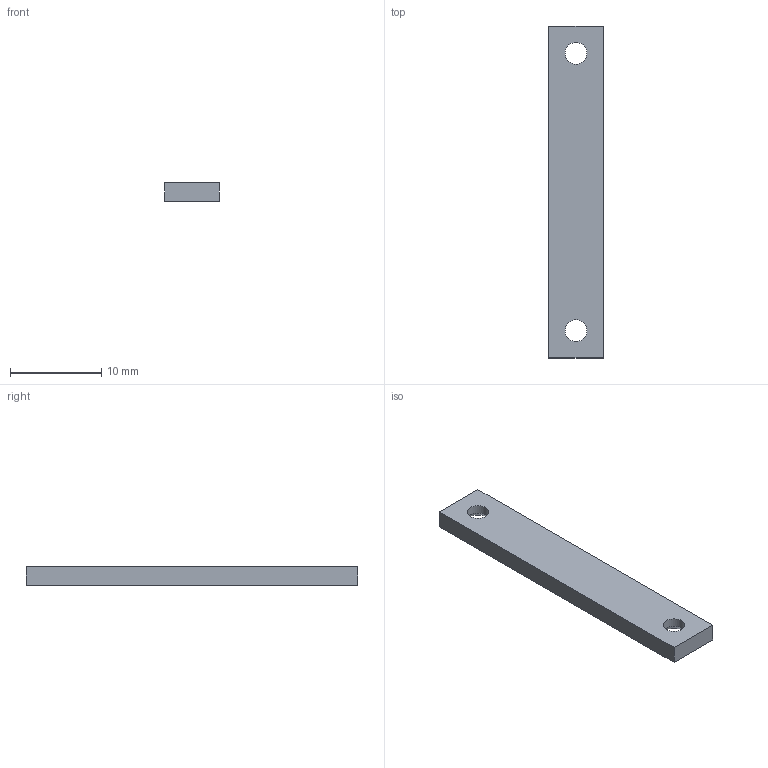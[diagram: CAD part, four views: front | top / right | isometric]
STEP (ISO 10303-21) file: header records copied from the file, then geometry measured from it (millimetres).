
FILE_DESCRIPTION(/* description */ (''),/* implementation_level */ '2;1');
FILE_NAME(/* name */ 'M5SticVHolder.step',/* time_stamp */ '2020-04-29T18:12:32+09:00',/* author */ (''),/* organization */ (''),/* preprocessor_version */ 'ST-DEVELOPER v18.1',/* originating_system */ 'Autodesk Translation Framework v9.2.0.1227',/* authorisation */ '');
FILE_SCHEMA (('AUTOMOTIVE_DESIGN { 1 0 10303 214 3 1 1 }'));
Length unit declared in the file: millimetre
Products named in the file (1): M5SticVHolder
Bounding box: 6 x 36.4 x 2 mm (x, y, z)
Volume: 409.1 mm3; surface area: 612.2 mm2
Topology: 1 solids, 1 shells, 10 faces, 22 edges, 14 vertices
Faces by surface type: plane 6, cone 2, cylinder 2
Full cylindrical faces by diameter (mm): 2.4 x2
Entity records: 317 total; most frequent: DIRECTION 50, CARTESIAN_POINT 47, ORIENTED_EDGE 44, EDGE_CURVE 22, AXIS2_PLACEMENT_3D 17, LINE 16, VECTOR 16, EDGE_LOOP 14
